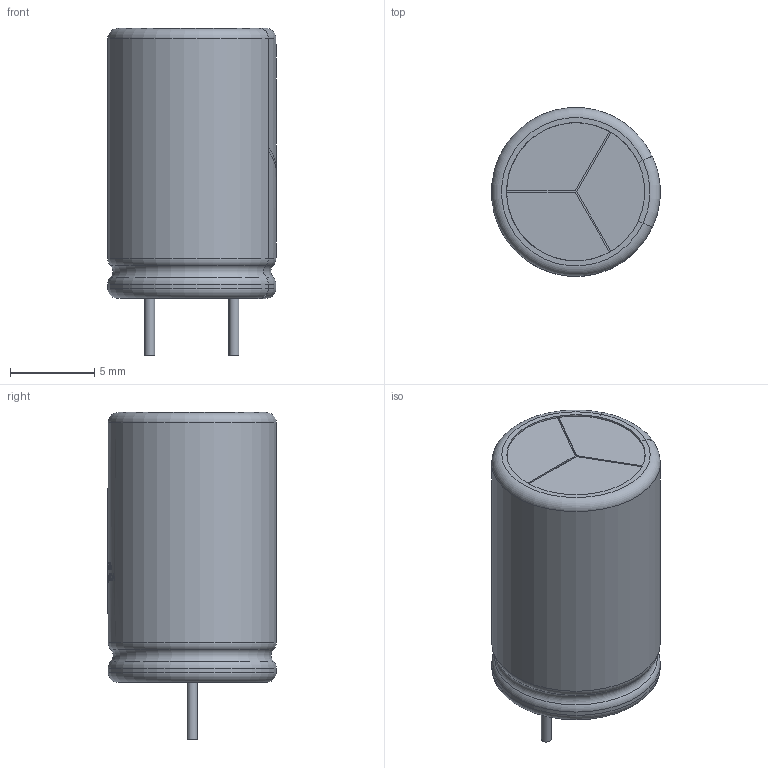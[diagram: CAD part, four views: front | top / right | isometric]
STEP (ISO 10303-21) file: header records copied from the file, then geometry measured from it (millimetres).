
FILE_DESCRIPTION(/* description */ (''),/* implementation_level */ '2;1');
FILE_NAME(/* name */ 'CAP-TH_BD10.0-P5.00-D1.0-FD.step',/* time_stamp */ '2023-06-11T10:32:51+08:00',/* author */ (''),/* organization */ (''),/* preprocessor_version */ 'ST-DEVELOPER v19.2',/* originating_system */ 'Autodesk Translation Framework v12.6.0.85',/* authorisation */ '');
FILE_SCHEMA (('AUTOMOTIVE_DESIGN { 1 0 10303 214 3 1 1 }'));
Length unit declared in the file: millimetre
Products named in the file (4): (未保存); C1; CAP-TH_BD10.0-P5.00-D1.0-FD; SOLID
Assembly tree (3 placements, depth 4):
  (未保存)
    C1
      CAP-TH_BD10.0-P5.00-D1.0-FD
        SOLID
Bounding box: 9.99 x 9.98 x 19.41 mm (x, y, z)
Volume: 1237.3 mm3; surface area: 668.1 mm2
Topology: 1 solids, 1 shells, 273 faces, 750 edges, 502 vertices
Faces by surface type: plane 129, bspline 98, cylinder 36, torus 10
Full cylindrical faces by diameter (mm): 0.6 x2
Entity records: 12056 total; most frequent: CARTESIAN_POINT 5418, ORIENTED_EDGE 1500, DIRECTION 1124, EDGE_CURVE 750, VERTEX_POINT 502, AXIS2_PLACEMENT_3D 387, LINE 350, VECTOR 350
